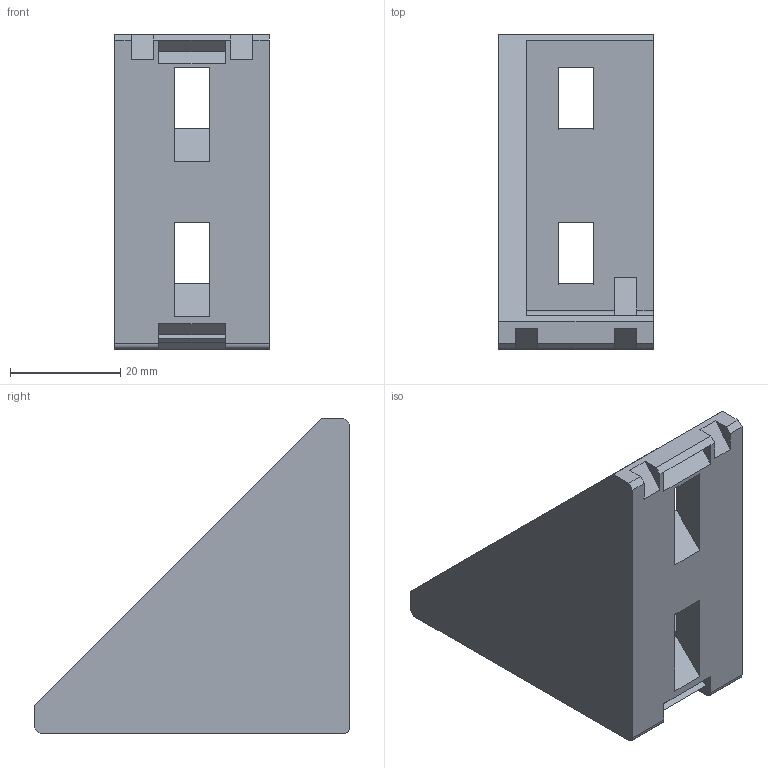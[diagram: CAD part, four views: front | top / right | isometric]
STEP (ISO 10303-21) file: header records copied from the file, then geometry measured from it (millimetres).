
FILE_DESCRIPTION(('FreeCAD Model'),'2;1');
FILE_NAME('Open CASCADE Shape Model','2024-03-19T12:29:59',(''),(''), 'Open CASCADE STEP processor 7.6','FreeCAD','Unknown');
FILE_SCHEMA(('AUTOMOTIVE_DESIGN { 1 0 10303 214 1 1 1 1 }'));
Length unit declared in the file: millimetre
Products named in the file (2): STB8-E6030; 093W302-1
Assembly tree (1 placements, depth 2):
  STB8-E6030
    093W302-1
Bounding box: 28 x 57 x 57 mm (x, y, z)
Volume: 21933.6 mm3; surface area: 10413.2 mm2
Topology: 1 solids, 1 shells, 66 faces, 188 edges, 124 vertices
Faces by surface type: plane 62, cylinder 4
Entity records: 4608 total; most frequent: CARTESIAN_POINT 756, DIRECTION 708, LINE 548, VECTOR 548, ORIENTED_EDGE 376, PCURVE 376, DEFINITIONAL_REPRESENTATION 376, EDGE_CURVE 188
